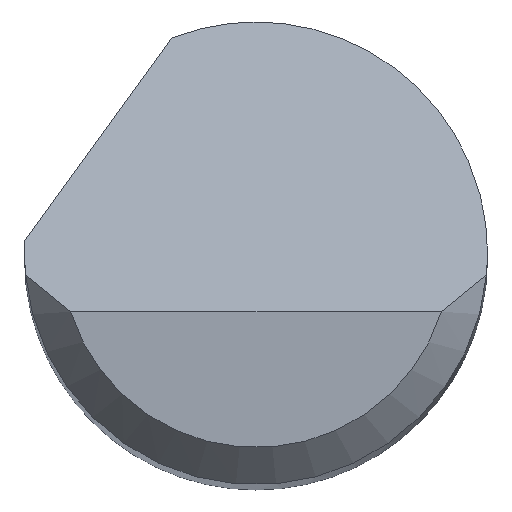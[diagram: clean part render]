
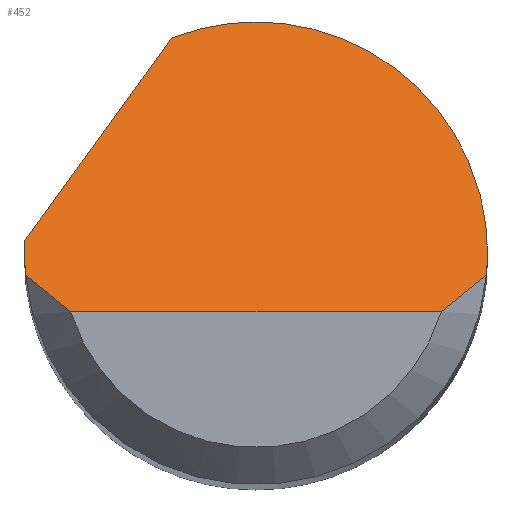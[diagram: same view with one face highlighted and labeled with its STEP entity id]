
A CAD part, top view. The second image highlights one B-rep face of the part: STEP entity #452.
In plain terms, the highlighted planar face has unit normal (0, 0.707, 0.707).
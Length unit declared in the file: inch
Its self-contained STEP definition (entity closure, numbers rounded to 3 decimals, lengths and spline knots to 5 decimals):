
#21 = CARTESIAN_POINT ( 'NONE',  ( 0.09334, -0.00875, 1.985 ) ) ;
#30 = ORIENTED_EDGE ( 'NONE', *, *, #653, .F. ) ;
#83 = VERTEX_POINT ( 'NONE', #610 ) ;
#95 = ORIENTED_EDGE ( 'NONE', *, *, #785, .F. ) ;
#100 = EDGE_LOOP ( 'NONE', ( #507, #410, #95, #810, #196, #30, #304, #524 ) ) ;
#119 =( BOUNDED_CURVE ( )  B_SPLINE_CURVE ( 3, ( #490, #371, #232, #772 ),
 .UNSPECIFIED., .F., .F. ) 
 B_SPLINE_CURVE_WITH_KNOTS ( ( 4, 4 ),
 ( 4.71239, 4.76575 ),
 .UNSPECIFIED. ) 
 CURVE ( )  GEOMETRIC_REPRESENTATION_ITEM ( )  RATIONAL_B_SPLINE_CURVE ( ( 1., 1., 1., 1. ) ) 
 REPRESENTATION_ITEM ( '' )  );
#129 = EDGE_CURVE ( 'NONE', #598, #664, #752, .T. ) ;
#136 = EDGE_CURVE ( 'NONE', #391, #666, #734, .T. ) ;
#139 = DIRECTION ( 'NONE',  ( 0., -0.707, -0.707 ) ) ;
#172 = B_SPLINE_CURVE_WITH_KNOTS ( 'NONE', 3,
 ( #428, #352, #562, #21 ),
 .UNSPECIFIED., .F., .F.,
 ( 4, 4 ),
 ( 0., 0.00071 ),
 .UNSPECIFIED. ) ;
#173 = EDGE_CURVE ( 'NONE', #664, #281, #172, .T. ) ;
#178 = DIRECTION ( 'NONE',  ( 0.456, 0.629, -0.629 ) ) ;
#188 = CARTESIAN_POINT ( 'NONE',  ( 0.09334, -0.00875, 1.985 ) ) ;
#192 = AXIS2_PLACEMENT_3D ( 'NONE', #337, #139, #609 ) ;
#196 = ORIENTED_EDGE ( 'NONE', *, *, #284, .F. ) ;
#198 = CARTESIAN_POINT ( 'NONE',  ( 0.09375, -0.00292, 1.97917 ) ) ;
#212 = CARTESIAN_POINT ( 'NONE',  ( -0.09375, -0.00292, 1.97917 ) ) ;
#232 = CARTESIAN_POINT ( 'NONE',  ( -0.09371, 0.00333, 1.97292 ) ) ;
#265 = CARTESIAN_POINT ( 'NONE',  ( -0.09375, 0., 1.97625 ) ) ;
#274 = VECTOR ( 'NONE', #636, 39.37008 ) ;
#276 = CARTESIAN_POINT ( 'NONE',  ( 0.09361, -0.00584, 1.98209 ) ) ;
#281 = VERTEX_POINT ( 'NONE', #188 ) ;
#284 = EDGE_CURVE ( 'NONE', #591, #391, #519, .T. ) ;
#304 = ORIENTED_EDGE ( 'NONE', *, *, #803, .F. ) ;
#329 = PLANE ( 'NONE',  #192 ) ;
#337 = CARTESIAN_POINT ( 'NONE',  ( -0.09375, -0.02375, 2. ) ) ;
#352 = CARTESIAN_POINT ( 'NONE',  ( 0.08157, -0.019, 1.99525 ) ) ;
#357 = CARTESIAN_POINT ( 'NONE',  ( 0.09375, 0., 1.97625 ) ) ;
#358 = CARTESIAN_POINT ( 'NONE',  ( -0.07508, -0.02375, 2. ) ) ;
#371 = CARTESIAN_POINT ( 'NONE',  ( -0.09375, 0.00167, 1.97458 ) ) ;
#389 = CARTESIAN_POINT ( 'NONE',  ( -0.11014, -0.01781, 1.99406 ) ) ;
#391 = VERTEX_POINT ( 'NONE', #594 ) ;
#394 = CARTESIAN_POINT ( 'NONE',  ( -0.09361, -0.00584, 1.98209 ) ) ;
#405 = VERTEX_POINT ( 'NONE', #265 ) ;
#407 = CARTESIAN_POINT ( 'NONE',  ( -0.08157, -0.019, 1.99525 ) ) ;
#409 = CARTESIAN_POINT ( 'NONE',  ( -0.09362, 0.005, 1.97125 ) ) ;
#410 = ORIENTED_EDGE ( 'NONE', *, *, #173, .T. ) ;
#422 = EDGE_CURVE ( 'NONE', #83, #598, #729, .T. ) ;
#428 = CARTESIAN_POINT ( 'NONE',  ( 0.07508, -0.02375, 2. ) ) ;
#432 = CARTESIAN_POINT ( 'NONE',  ( -0.03394, 0.08739, 1.88886 ) ) ;
#449 =( BOUNDED_CURVE ( )  B_SPLINE_CURVE ( 3, ( #827, #394, #212, #479 ),
 .UNSPECIFIED., .F., .F. ) 
 B_SPLINE_CURVE_WITH_KNOTS ( ( 4, 4 ),
 ( 4.61892, 4.71239 ),
 .UNSPECIFIED. ) 
 CURVE ( )  GEOMETRIC_REPRESENTATION_ITEM ( )  RATIONAL_B_SPLINE_CURVE ( ( 1., 0.999, 0.999, 1. ) ) 
 REPRESENTATION_ITEM ( '' )  );
#452 = ADVANCED_FACE ( 'NONE', ( #686 ), #329, .F. ) ;
#479 = CARTESIAN_POINT ( 'NONE',  ( -0.09375, 0., 1.97625 ) ) ;
#490 = CARTESIAN_POINT ( 'NONE',  ( -0.09375, 0., 1.97625 ) ) ;
#495 = CARTESIAN_POINT ( 'NONE',  ( 0.03379, 0.11369, 1.86256 ) ) ;
#501 = CARTESIAN_POINT ( 'NONE',  ( 0.07508, -0.02375, 2. ) ) ;
#507 = ORIENTED_EDGE ( 'NONE', *, *, #129, .T. ) ;
#519 = LINE ( 'NONE', #389, #526 ) ;
#522 = CARTESIAN_POINT ( 'NONE',  ( -0.07508, -0.02375, 2. ) ) ;
#524 = ORIENTED_EDGE ( 'NONE', *, *, #422, .T. ) ;
#526 = VECTOR ( 'NONE', #178, 39.37008 ) ;
#539 = CARTESIAN_POINT ( 'NONE',  ( -0.08761, -0.01397, 1.99022 ) ) ;
#562 = CARTESIAN_POINT ( 'NONE',  ( 0.08761, -0.01397, 1.99022 ) ) ;
#591 = VERTEX_POINT ( 'NONE', #409 ) ;
#594 = CARTESIAN_POINT ( 'NONE',  ( -0.03394, 0.08739, 1.88886 ) ) ;
#598 = VERTEX_POINT ( 'NONE', #358 ) ;
#608 = CARTESIAN_POINT ( 'NONE',  ( 0.09334, -0.00875, 1.985 ) ) ;
#609 = DIRECTION ( 'NONE',  ( 0., 0.707, -0.707 ) ) ;
#610 = CARTESIAN_POINT ( 'NONE',  ( -0.09334, -0.00875, 1.985 ) ) ;
#636 = DIRECTION ( 'NONE',  ( 1., 0., 0. ) ) ;
#653 = EDGE_CURVE ( 'NONE', #405, #591, #119, .T. ) ;
#664 = VERTEX_POINT ( 'NONE', #501 ) ;
#666 = VERTEX_POINT ( 'NONE', #846 ) ;
#685 = CARTESIAN_POINT ( 'NONE',  ( 0.09375, 0., 1.97625 ) ) ;
#686 = FACE_OUTER_BOUND ( 'NONE', #100, .T. ) ;
#700 = CARTESIAN_POINT ( 'NONE',  ( 0.09375, 0.07266, 1.90359 ) ) ;
#728 =( BOUNDED_CURVE ( )  B_SPLINE_CURVE ( 3, ( #685, #198, #276, #608 ),
 .UNSPECIFIED., .F., .F. ) 
 B_SPLINE_CURVE_WITH_KNOTS ( ( 4, 4 ),
 ( 1.5708, 1.66427 ),
 .UNSPECIFIED. ) 
 CURVE ( )  GEOMETRIC_REPRESENTATION_ITEM ( )  RATIONAL_B_SPLINE_CURVE ( ( 1., 0.999, 0.999, 1. ) ) 
 REPRESENTATION_ITEM ( '' )  );
#729 = B_SPLINE_CURVE_WITH_KNOTS ( 'NONE', 3,
 ( #875, #539, #407, #522 ),
 .UNSPECIFIED., .F., .F.,
 ( 4, 4 ),
 ( 0., 0.00071 ),
 .UNSPECIFIED. ) ;
#734 =( BOUNDED_CURVE ( )  B_SPLINE_CURVE ( 3, ( #432, #495, #700, #357 ),
 .UNSPECIFIED., .F., .F. ) 
 B_SPLINE_CURVE_WITH_KNOTS ( ( 4, 4 ),
 ( 5.91277, 7.85398 ),
 .UNSPECIFIED. ) 
 CURVE ( )  GEOMETRIC_REPRESENTATION_ITEM ( )  RATIONAL_B_SPLINE_CURVE ( ( 1., 0.71, 0.71, 1. ) ) 
 REPRESENTATION_ITEM ( '' )  );
#752 = LINE ( 'NONE', #780, #274 ) ;
#772 = CARTESIAN_POINT ( 'NONE',  ( -0.09362, 0.005, 1.97125 ) ) ;
#780 = CARTESIAN_POINT ( 'NONE',  ( 0., -0.02375, 2. ) ) ;
#785 = EDGE_CURVE ( 'NONE', #666, #281, #728, .T. ) ;
#803 = EDGE_CURVE ( 'NONE', #83, #405, #449, .T. ) ;
#810 = ORIENTED_EDGE ( 'NONE', *, *, #136, .F. ) ;
#827 = CARTESIAN_POINT ( 'NONE',  ( -0.09334, -0.00875, 1.985 ) ) ;
#846 = CARTESIAN_POINT ( 'NONE',  ( 0.09375, 0., 1.97625 ) ) ;
#875 = CARTESIAN_POINT ( 'NONE',  ( -0.09334, -0.00875, 1.985 ) ) ;
